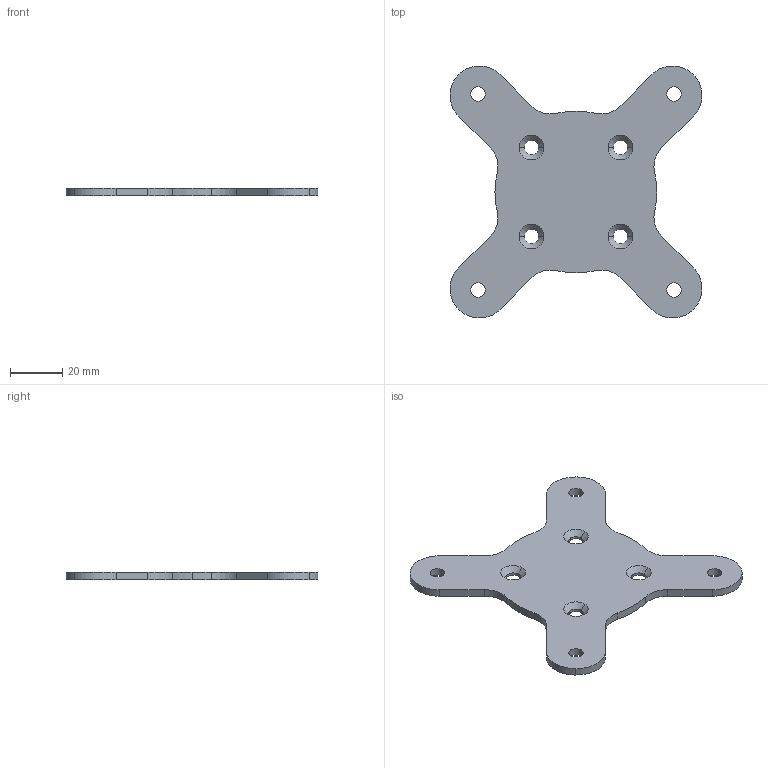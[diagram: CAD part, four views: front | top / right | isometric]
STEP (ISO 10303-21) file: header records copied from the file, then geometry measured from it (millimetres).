
FILE_DESCRIPTION (( 'STEP AP214' ), '1' );
FILE_NAME ('+JSBRU008 R01.STEP', '2018-12-20T13:20:04', ( '' ), ( '' ), 'SwSTEP 2.0', 'SolidWorks 2018', '' );
FILE_SCHEMA (( 'AUTOMOTIVE_DESIGN' ));
Length unit declared in the file: millimetre
Products named in the file (1): +JSBRU008 R01
Bounding box: 96.39 x 96.39 x 3 mm (x, y, z)
Volume: 16765.9 mm3; surface area: 12908.1 mm2
Topology: 1 solids, 1 shells, 57 faces, 157 edges, 102 vertices
Faces by surface type: cylinder 31, plane 10, cone 8, bspline 8
Entity records: 1951 total; most frequent: CARTESIAN_POINT 421, ORIENTED_EDGE 314, DIRECTION 311, EDGE_CURVE 157, AXIS2_PLACEMENT_3D 120, VERTEX_POINT 102, EDGE_LOOP 73, LINE 71
